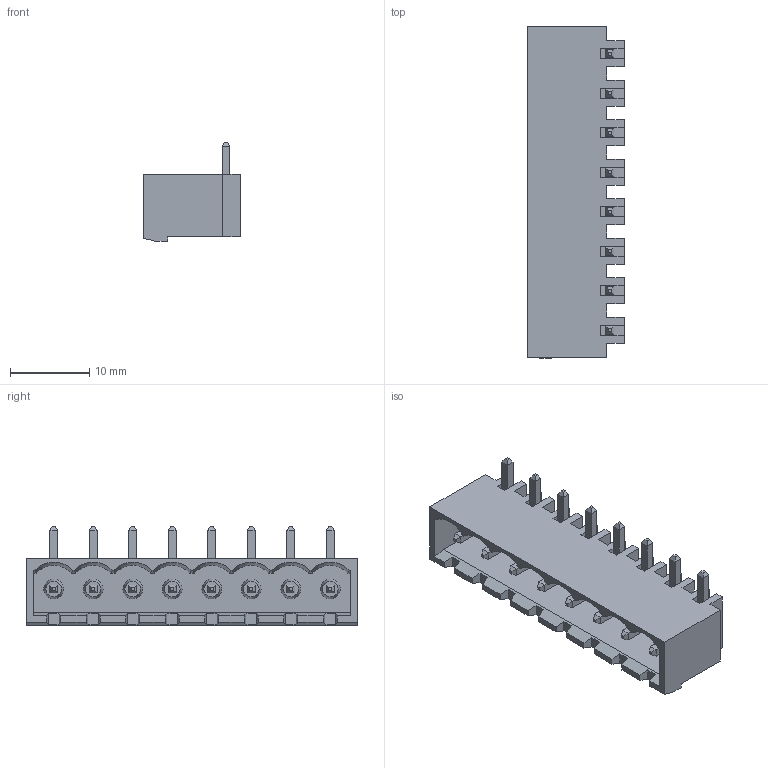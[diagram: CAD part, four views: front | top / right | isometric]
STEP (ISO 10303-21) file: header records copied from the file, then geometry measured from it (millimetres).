
FILE_DESCRIPTION( ( 'STEP AP214' ), '1' );
FILE_NAME( 'PV08-5-H-P.stp', ' ', ( ' ' ), ( ' ' ), 'PSStep 14.0', 'VISI 19.0', ' ' );
FILE_SCHEMA( ( 'AUTOMOTIVE_DESIGN { 1 0 10303 214 1 1 1 1 }' ) );
Length unit declared in the file: millimetre
Products named in the file (1): 1
Bounding box: 12.2 x 42 x 12.5 mm (x, y, z)
Volume: 1925.2 mm3; surface area: 3553.5 mm2
Topology: 1 solids, 1 shells, 343 faces, 879 edges, 562 vertices
Faces by surface type: plane 311, cylinder 16, cone 16
Entity records: 12798 total; most frequent: CARTESIAN_POINT 1809, ORIENTED_EDGE 1726, DIRECTION 1591, EDGE_CURVE 863, LINE 791, VECTOR 791, VERTEX_POINT 554, AXIS2_PLACEMENT_3D 400
